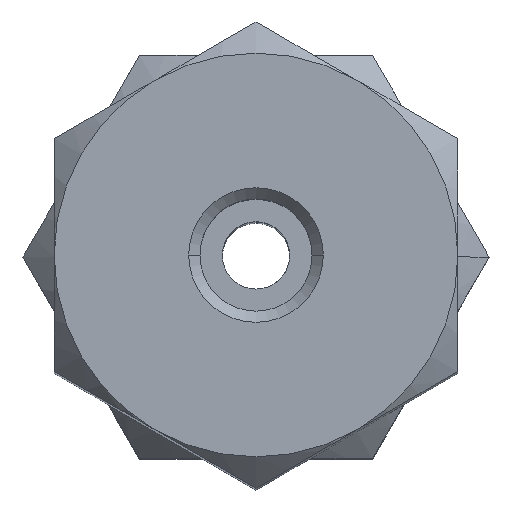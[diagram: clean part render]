
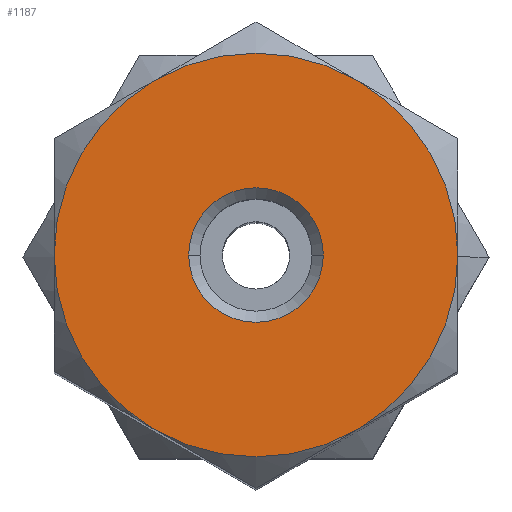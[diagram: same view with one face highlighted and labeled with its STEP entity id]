
A CAD part, top view. The second image highlights one B-rep face of the part: STEP entity #1187.
In plain terms, the highlighted planar face has unit normal (0, 0, 1).
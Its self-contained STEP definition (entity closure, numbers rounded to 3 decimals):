
#28 = ORIENTED_EDGE ( 'NONE', *, *, #271, .T. ) ;
#39 = DIRECTION ( 'NONE',  ( 0., 0., 1. ) ) ;
#50 = AXIS2_PLACEMENT_3D ( 'NONE', #796, #1263, #463 ) ;
#89 = CIRCLE ( 'NONE', #346, 18. ) ;
#107 = EDGE_CURVE ( 'NONE', #1620, #112, #1824, .T. ) ;
#112 = VERTEX_POINT ( 'NONE', #1706 ) ;
#154 = PLANE ( 'NONE',  #1378 ) ;
#212 = VERTEX_POINT ( 'NONE', #1379 ) ;
#231 = CARTESIAN_POINT ( 'NONE',  ( 0., 0., 130. ) ) ;
#246 = ORIENTED_EDGE ( 'NONE', *, *, #873, .T. ) ;
#271 = EDGE_CURVE ( 'NONE', #112, #212, #1031, .T. ) ;
#288 = CARTESIAN_POINT ( 'NONE',  ( 18., 0., 130. ) ) ;
#305 = CIRCLE ( 'NONE', #1918, 6. ) ;
#346 = AXIS2_PLACEMENT_3D ( 'NONE', #1058, #575, #611 ) ;
#463 = DIRECTION ( 'NONE',  ( 1., 0., 0. ) ) ;
#503 = FACE_OUTER_BOUND ( 'NONE', #815, .T. ) ;
#506 = EDGE_CURVE ( 'NONE', #212, #1192, #846, .T. ) ;
#537 = DIRECTION ( 'NONE',  ( 0., 0., 1. ) ) ;
#575 = DIRECTION ( 'NONE',  ( 0., 0., 1. ) ) ;
#590 = CARTESIAN_POINT ( 'NONE',  ( 0., 0., 130. ) ) ;
#611 = DIRECTION ( 'NONE',  ( 1., 0., 0. ) ) ;
#714 = VERTEX_POINT ( 'NONE', #781 ) ;
#769 = VERTEX_POINT ( 'NONE', #1795 ) ;
#781 = CARTESIAN_POINT ( 'NONE',  ( 9., 15.588, 130. ) ) ;
#796 = CARTESIAN_POINT ( 'NONE',  ( 0., 0., 130. ) ) ;
#808 = AXIS2_PLACEMENT_3D ( 'NONE', #1105, #1727, #1581 ) ;
#810 = CIRCLE ( 'NONE', #1503, 6. ) ;
#815 = EDGE_LOOP ( 'NONE', ( #956, #1646, #1793, #1300, #28, #946 ) ) ;
#846 = CIRCLE ( 'NONE', #1274, 18. ) ;
#873 = EDGE_CURVE ( 'NONE', #1151, #769, #810, .T. ) ;
#877 = DIRECTION ( 'NONE',  ( 1., 0., 0. ) ) ;
#925 = DIRECTION ( 'NONE',  ( 0., 0., 1. ) ) ;
#933 = EDGE_CURVE ( 'NONE', #1955, #714, #89, .T. ) ;
#946 = ORIENTED_EDGE ( 'NONE', *, *, #506, .T. ) ;
#956 = ORIENTED_EDGE ( 'NONE', *, *, #1431, .T. ) ;
#980 = AXIS2_PLACEMENT_3D ( 'NONE', #590, #1345, #877 ) ;
#1012 = ORIENTED_EDGE ( 'NONE', *, *, #1481, .T. ) ;
#1020 = DIRECTION ( 'NONE',  ( 1., 0., 0. ) ) ;
#1031 = CIRCLE ( 'NONE', #50, 18. ) ;
#1058 = CARTESIAN_POINT ( 'NONE',  ( 0., 0., 130. ) ) ;
#1084 = CARTESIAN_POINT ( 'NONE',  ( 0., 0., 130. ) ) ;
#1105 = CARTESIAN_POINT ( 'NONE',  ( 0., 0., 130. ) ) ;
#1110 = FACE_BOUND ( 'NONE', #1501, .T. ) ;
#1151 = VERTEX_POINT ( 'NONE', #1297 ) ;
#1187 = ADVANCED_FACE ( 'NONE', ( #1110, #503 ), #154, .T. ) ;
#1192 = VERTEX_POINT ( 'NONE', #1566 ) ;
#1241 = CIRCLE ( 'NONE', #1829, 18. ) ;
#1255 = DIRECTION ( 'NONE',  ( 1., 0., 0. ) ) ;
#1263 = DIRECTION ( 'NONE',  ( 0., 0., 1. ) ) ;
#1274 = AXIS2_PLACEMENT_3D ( 'NONE', #231, #537, #1911 ) ;
#1297 = CARTESIAN_POINT ( 'NONE',  ( 6., 0., 130. ) ) ;
#1300 = ORIENTED_EDGE ( 'NONE', *, *, #107, .T. ) ;
#1345 = DIRECTION ( 'NONE',  ( 0., 0., 1. ) ) ;
#1368 = EDGE_CURVE ( 'NONE', #714, #1620, #1241, .T. ) ;
#1378 = AXIS2_PLACEMENT_3D ( 'NONE', #2013, #925, #1701 ) ;
#1379 = CARTESIAN_POINT ( 'NONE',  ( -9., -15.588, 130. ) ) ;
#1431 = EDGE_CURVE ( 'NONE', #1192, #1955, #1858, .T. ) ;
#1462 = CARTESIAN_POINT ( 'NONE',  ( -9., 15.588, 130. ) ) ;
#1481 = EDGE_CURVE ( 'NONE', #769, #1151, #305, .T. ) ;
#1501 = EDGE_LOOP ( 'NONE', ( #246, #1012 ) ) ;
#1503 = AXIS2_PLACEMENT_3D ( 'NONE', #1963, #1621, #1020 ) ;
#1566 = CARTESIAN_POINT ( 'NONE',  ( 9., -15.588, 130. ) ) ;
#1581 = DIRECTION ( 'NONE',  ( 1., 0., 0. ) ) ;
#1620 = VERTEX_POINT ( 'NONE', #1462 ) ;
#1621 = DIRECTION ( 'NONE',  ( 0., 0., -1. ) ) ;
#1646 = ORIENTED_EDGE ( 'NONE', *, *, #933, .T. ) ;
#1701 = DIRECTION ( 'NONE',  ( 1., 0., 0. ) ) ;
#1706 = CARTESIAN_POINT ( 'NONE',  ( -18., 0., 130. ) ) ;
#1727 = DIRECTION ( 'NONE',  ( 0., 0., 1. ) ) ;
#1793 = ORIENTED_EDGE ( 'NONE', *, *, #1368, .T. ) ;
#1795 = CARTESIAN_POINT ( 'NONE',  ( -6., 0., 130. ) ) ;
#1824 = CIRCLE ( 'NONE', #808, 18. ) ;
#1829 = AXIS2_PLACEMENT_3D ( 'NONE', #1945, #39, #1934 ) ;
#1858 = CIRCLE ( 'NONE', #980, 18. ) ;
#1864 = DIRECTION ( 'NONE',  ( 0., 0., -1. ) ) ;
#1911 = DIRECTION ( 'NONE',  ( 1., 0., 0. ) ) ;
#1918 = AXIS2_PLACEMENT_3D ( 'NONE', #1084, #1864, #1255 ) ;
#1934 = DIRECTION ( 'NONE',  ( 1., 0., 0. ) ) ;
#1945 = CARTESIAN_POINT ( 'NONE',  ( 0., 0., 130. ) ) ;
#1955 = VERTEX_POINT ( 'NONE', #288 ) ;
#1963 = CARTESIAN_POINT ( 'NONE',  ( 0., 0., 130. ) ) ;
#2013 = CARTESIAN_POINT ( 'NONE',  ( 0., 0., 130. ) ) ;
